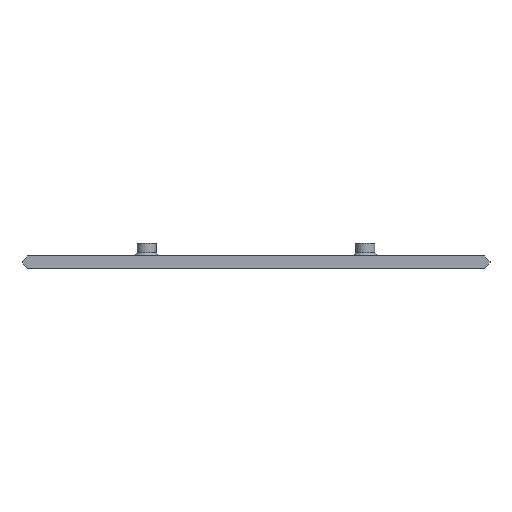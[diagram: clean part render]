
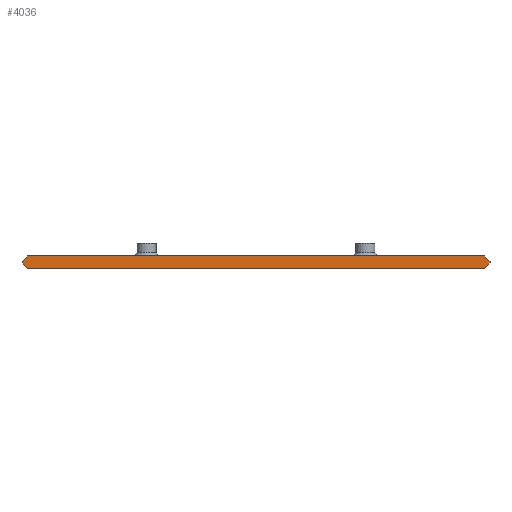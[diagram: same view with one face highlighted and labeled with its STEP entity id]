
A CAD part, front view. The second image highlights one B-rep face of the part: STEP entity #4036.
In plain terms, the highlighted planar face has unit normal (0, -1, 0).
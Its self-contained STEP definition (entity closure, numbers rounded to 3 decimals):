
#272=PLANE('',#4258);
#464=FACE_OUTER_BOUND('',#695,.T.);
#695=EDGE_LOOP('',(#3651,#3652,#3653,#3654,#3655,#3656,#3657,#3658));
#738=LINE('',#5245,#1264);
#1245=LINE('',#6307,#1771);
#1248=LINE('',#6312,#1774);
#1249=LINE('',#6314,#1775);
#1254=LINE('',#6333,#1780);
#1255=LINE('',#6335,#1781);
#1256=LINE('',#6337,#1782);
#1257=LINE('',#6338,#1783);
#1264=VECTOR('',#4276,10.);
#1771=VECTOR('',#5185,10.);
#1774=VECTOR('',#5190,10.);
#1775=VECTOR('',#5193,10.);
#1780=VECTOR('',#5216,10.);
#1781=VECTOR('',#5217,10.);
#1782=VECTOR('',#5218,10.);
#1783=VECTOR('',#5219,10.);
#1819=VERTEX_POINT('',#5242);
#1820=VERTEX_POINT('',#5244);
#2173=VERTEX_POINT('',#6304);
#2174=VERTEX_POINT('',#6306);
#2175=VERTEX_POINT('',#6310);
#2180=VERTEX_POINT('',#6332);
#2181=VERTEX_POINT('',#6334);
#2182=VERTEX_POINT('',#6336);
#2188=EDGE_CURVE('',#1820,#1819,#738,.T.);
#2717=EDGE_CURVE('',#2174,#2173,#1245,.T.);
#2720=EDGE_CURVE('',#2173,#2175,#1248,.T.);
#2721=EDGE_CURVE('',#2175,#1820,#1249,.T.);
#2730=EDGE_CURVE('',#1819,#2180,#1254,.T.);
#2731=EDGE_CURVE('',#2180,#2181,#1255,.T.);
#2732=EDGE_CURVE('',#2181,#2182,#1256,.T.);
#2733=EDGE_CURVE('',#2182,#2174,#1257,.T.);
#3651=ORIENTED_EDGE('',*,*,#2188,.T.);
#3652=ORIENTED_EDGE('',*,*,#2730,.T.);
#3653=ORIENTED_EDGE('',*,*,#2731,.T.);
#3654=ORIENTED_EDGE('',*,*,#2732,.T.);
#3655=ORIENTED_EDGE('',*,*,#2733,.T.);
#3656=ORIENTED_EDGE('',*,*,#2717,.T.);
#3657=ORIENTED_EDGE('',*,*,#2720,.T.);
#3658=ORIENTED_EDGE('',*,*,#2721,.T.);
#4036=ADVANCED_FACE('',(#464),#272,.T.);
#4258=AXIS2_PLACEMENT_3D('',#6331,#5214,#5215);
#4276=DIRECTION('',(-1.,0.,0.));
#5185=DIRECTION('',(0.707,0.,0.707));
#5190=DIRECTION('',(0.,0.,1.));
#5193=DIRECTION('',(-0.707,0.,0.707));
#5214=DIRECTION('center_axis',(0.,-1.,0.));
#5215=DIRECTION('ref_axis',(0.,0.,-1.));
#5216=DIRECTION('',(-0.707,0.,-0.707));
#5217=DIRECTION('',(0.,0.,-1.));
#5218=DIRECTION('',(0.707,0.,-0.707));
#5219=DIRECTION('',(1.,0.,0.));
#5242=CARTESIAN_POINT('',(-72.5,-15.,2.));
#5244=CARTESIAN_POINT('',(72.5,-15.,2.));
#5245=CARTESIAN_POINT('',(-72.5,-15.,2.));
#6304=CARTESIAN_POINT('',(74.3,-15.,-0.2));
#6306=CARTESIAN_POINT('',(72.5,-15.,-2.));
#6307=CARTESIAN_POINT('',(74.3,-15.,-0.2));
#6310=CARTESIAN_POINT('',(74.3,-15.,0.2));
#6312=CARTESIAN_POINT('',(74.3,-15.,0.2));
#6314=CARTESIAN_POINT('',(72.5,-15.,2.));
#6331=CARTESIAN_POINT('Origin',(0.,-15.,0.));
#6332=CARTESIAN_POINT('',(-74.3,-15.,0.2));
#6333=CARTESIAN_POINT('',(-72.5,-15.,2.));
#6334=CARTESIAN_POINT('',(-74.3,-15.,-0.2));
#6335=CARTESIAN_POINT('',(-74.3,-15.,0.));
#6336=CARTESIAN_POINT('',(-72.5,-15.,-2.));
#6337=CARTESIAN_POINT('',(-74.3,-15.,-0.2));
#6338=CARTESIAN_POINT('',(72.5,-15.,-2.));
